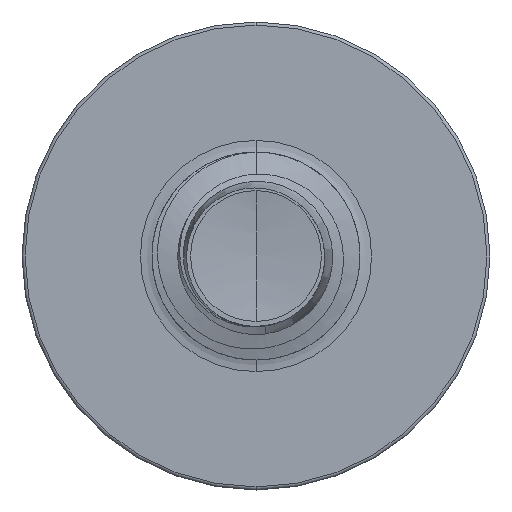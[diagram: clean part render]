
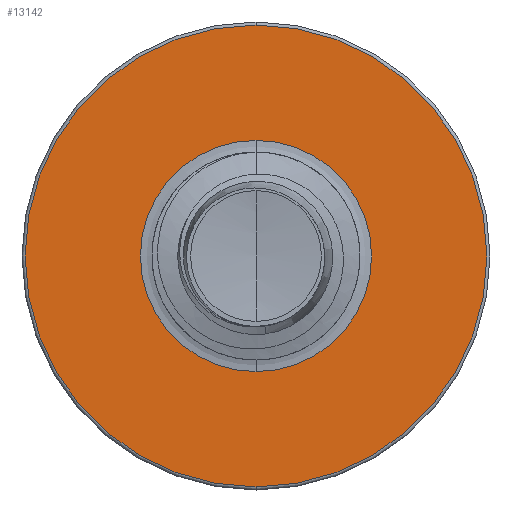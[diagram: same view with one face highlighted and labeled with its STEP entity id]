
A CAD part, front view. The second image highlights one B-rep face of the part: STEP entity #13142.
In plain terms, the highlighted planar face has unit normal (0, -1, 0).
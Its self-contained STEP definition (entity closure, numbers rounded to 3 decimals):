
#442 = DIRECTION ( 'NONE',  ( 0., 0., 1. ) ) ;
#469 = DIRECTION ( 'NONE',  ( 0., 1., 0. ) ) ;
#492 = CARTESIAN_POINT ( 'NONE',  ( 0., 4., 0. ) ) ;
#2521 = CIRCLE ( 'NONE', #14375, 1.112 ) ;
#3310 = DIRECTION ( 'NONE',  ( 0., 0., 1. ) ) ;
#3410 = DIRECTION ( 'NONE',  ( 0., 1., 0. ) ) ;
#3437 = CARTESIAN_POINT ( 'NONE',  ( 0., 4., 0. ) ) ;
#4095 = VERTEX_POINT ( 'NONE', #6473 ) ;
#4781 = AXIS2_PLACEMENT_3D ( 'NONE', #9315, #9283, #9252 ) ;
#5025 = CIRCLE ( 'NONE', #4781, 1.112 ) ;
#6215 = PLANE ( 'NONE',  #15400 ) ;
#6465 = CARTESIAN_POINT ( 'NONE',  ( 0., 4., -1.112 ) ) ;
#6473 = CARTESIAN_POINT ( 'NONE',  ( 0., 4., -2.22 ) ) ;
#7537 = CARTESIAN_POINT ( 'NONE',  ( 0., 4., 2.22 ) ) ;
#7543 = EDGE_CURVE ( 'NONE', #14692, #13011, #2521, .T. ) ;
#7801 = DIRECTION ( 'NONE',  ( 0., 0., 1. ) ) ;
#7807 = DIRECTION ( 'NONE',  ( 0., 1., 0. ) ) ;
#9252 = DIRECTION ( 'NONE',  ( 0., 0., 1. ) ) ;
#9280 = CARTESIAN_POINT ( 'NONE',  ( 0., 4., -1.112 ) ) ;
#9283 = DIRECTION ( 'NONE',  ( 0., 1., 0. ) ) ;
#9315 = CARTESIAN_POINT ( 'NONE',  ( 0., 4., 0. ) ) ;
#9694 = AXIS2_PLACEMENT_3D ( 'NONE', #15357, #15355, #15338 ) ;
#9763 = FACE_OUTER_BOUND ( 'NONE', #14860, .T. ) ;
#11691 = CARTESIAN_POINT ( 'NONE',  ( 0., 4., 1.112 ) ) ;
#11831 = CIRCLE ( 'NONE', #9694, 2.22 ) ;
#12982 = ORIENTED_EDGE ( 'NONE', *, *, #15405, .F. ) ;
#13011 = VERTEX_POINT ( 'NONE', #11691 ) ;
#13088 = ORIENTED_EDGE ( 'NONE', *, *, #15316, .F. ) ;
#13142 = ADVANCED_FACE ( 'NONE', ( #9763, #15965 ), #6215, .F. ) ;
#13237 = ORIENTED_EDGE ( 'NONE', *, *, #15590, .T. ) ;
#13440 = ORIENTED_EDGE ( 'NONE', *, *, #7543, .T. ) ;
#14375 = AXIS2_PLACEMENT_3D ( 'NONE', #3437, #3410, #3310 ) ;
#14387 = VERTEX_POINT ( 'NONE', #7537 ) ;
#14643 = EDGE_LOOP ( 'NONE', ( #13237, #13440 ) ) ;
#14692 = VERTEX_POINT ( 'NONE', #9280 ) ;
#14740 = CIRCLE ( 'NONE', #15938, 2.22 ) ;
#14860 = EDGE_LOOP ( 'NONE', ( #12982, #13088 ) ) ;
#15316 = EDGE_CURVE ( 'NONE', #4095, #14387, #14740, .T. ) ;
#15338 = DIRECTION ( 'NONE',  ( 0., 0., 1. ) ) ;
#15355 = DIRECTION ( 'NONE',  ( 0., 1., 0. ) ) ;
#15357 = CARTESIAN_POINT ( 'NONE',  ( 0., 4., 0. ) ) ;
#15400 = AXIS2_PLACEMENT_3D ( 'NONE', #6465, #7807, #7801 ) ;
#15405 = EDGE_CURVE ( 'NONE', #14387, #4095, #11831, .T. ) ;
#15590 = EDGE_CURVE ( 'NONE', #13011, #14692, #5025, .T. ) ;
#15938 = AXIS2_PLACEMENT_3D ( 'NONE', #492, #469, #442 ) ;
#15965 = FACE_BOUND ( 'NONE', #14643, .T. ) ;
